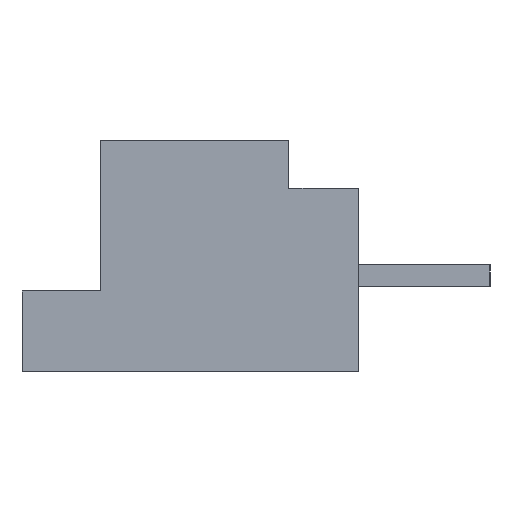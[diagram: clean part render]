
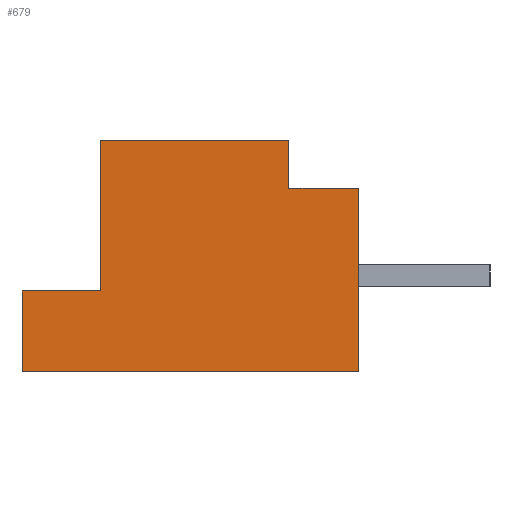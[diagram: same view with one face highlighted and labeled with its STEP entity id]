
A CAD part, left-side view. The second image highlights one B-rep face of the part: STEP entity #679.
In plain terms, the highlighted planar face has unit normal (-1, 0, 0).
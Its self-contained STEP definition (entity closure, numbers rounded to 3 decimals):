
#369 = EDGE_CURVE ( 'NONE', #374, #372, #2251, .T. ) ;
#372 = VERTEX_POINT ( 'NONE', #2242 ) ;
#374 = VERTEX_POINT ( 'NONE', #2241 ) ;
#437 = VERTEX_POINT ( 'NONE', #2341 ) ;
#439 = EDGE_CURVE ( 'NONE', #440, #437, #2340, .T. ) ;
#440 = VERTEX_POINT ( 'NONE', #2336 ) ;
#481 = VERTEX_POINT ( 'NONE', #2404 ) ;
#483 = EDGE_CURVE ( 'NONE', #481, #527, #2403, .T. ) ;
#527 = VERTEX_POINT ( 'NONE', #2500 ) ;
#631 = VERTEX_POINT ( 'NONE', #2798 ) ;
#633 = EDGE_CURVE ( 'NONE', #631, #481, #2797, .T. ) ;
#679 = ADVANCED_FACE ( 'NONE', ( #2907 ), #2906, .F. ) ;
#680 = EDGE_LOOP ( 'NONE', ( #681, #682, #741, #743, #744, #745, #746, #747 ) ) ;
#681 = ORIENTED_EDGE ( 'NONE', *, *, #369, .F. ) ;
#682 = ORIENTED_EDGE ( 'NONE', *, *, #683, .F. ) ;
#683 = EDGE_CURVE ( 'NONE', #684, #374, #2901, .T. ) ;
#684 = VERTEX_POINT ( 'NONE', #2897 ) ;
#700 = EDGE_CURVE ( 'NONE', #440, #631, #2939, .T. ) ;
#741 = ORIENTED_EDGE ( 'NONE', *, *, #742, .F. ) ;
#742 = EDGE_CURVE ( 'NONE', #527, #684, #2999, .T. ) ;
#743 = ORIENTED_EDGE ( 'NONE', *, *, #483, .F. ) ;
#744 = ORIENTED_EDGE ( 'NONE', *, *, #633, .F. ) ;
#745 = ORIENTED_EDGE ( 'NONE', *, *, #700, .F. ) ;
#746 = ORIENTED_EDGE ( 'NONE', *, *, #439, .T. ) ;
#747 = ORIENTED_EDGE ( 'NONE', *, *, #748, .T. ) ;
#748 = EDGE_CURVE ( 'NONE', #437, #372, #2995, .T. ) ;
#2241 = CARTESIAN_POINT ( 'NONE',  ( -11., -3.85, 2. ) ) ;
#2242 = CARTESIAN_POINT ( 'NONE',  ( -11., -3.85, -2.2 ) ) ;
#2248 = DIRECTION ( 'NONE',  ( 0., 0., -1. ) ) ;
#2249 = VECTOR ( 'NONE', #2248, 1000. ) ;
#2250 = CARTESIAN_POINT ( 'NONE',  ( -11., -3.85, 3.1 ) ) ;
#2251 = LINE ( 'NONE', #2250, #2249 ) ;
#2336 = CARTESIAN_POINT ( 'NONE',  ( -11., 3.85, -0.35 ) ) ;
#2337 = DIRECTION ( 'NONE',  ( 0., 0., -1. ) ) ;
#2338 = VECTOR ( 'NONE', #2337, 1000. ) ;
#2339 = CARTESIAN_POINT ( 'NONE',  ( -11., 3.85, 3.1 ) ) ;
#2340 = LINE ( 'NONE', #2339, #2338 ) ;
#2341 = CARTESIAN_POINT ( 'NONE',  ( -11., 3.85, -2.2 ) ) ;
#2400 = DIRECTION ( 'NONE',  ( 0., -1., 0. ) ) ;
#2401 = VECTOR ( 'NONE', #2400, 1000. ) ;
#2402 = CARTESIAN_POINT ( 'NONE',  ( -11., -3.85, 3.1 ) ) ;
#2403 = LINE ( 'NONE', #2402, #2401 ) ;
#2404 = CARTESIAN_POINT ( 'NONE',  ( -11., 2.05, 3.1 ) ) ;
#2500 = CARTESIAN_POINT ( 'NONE',  ( -11., -2.25, 3.1 ) ) ;
#2797 = LINE ( 'NONE', #2860, #2859 ) ;
#2798 = CARTESIAN_POINT ( 'NONE',  ( -11., 2.05, -0.35 ) ) ;
#2858 = DIRECTION ( 'NONE',  ( 0., 0., 1. ) ) ;
#2859 = VECTOR ( 'NONE', #2858, 1000. ) ;
#2860 = CARTESIAN_POINT ( 'NONE',  ( -11., 2.05, 3.1 ) ) ;
#2897 = CARTESIAN_POINT ( 'NONE',  ( -11., -2.25, 2. ) ) ;
#2898 = DIRECTION ( 'NONE',  ( 0., -1., 0. ) ) ;
#2899 = VECTOR ( 'NONE', #2898, 1000. ) ;
#2900 = CARTESIAN_POINT ( 'NONE',  ( -11., -2.25, 2. ) ) ;
#2901 = LINE ( 'NONE', #2900, #2899 ) ;
#2902 = DIRECTION ( 'NONE',  ( 0., 0., -1. ) ) ;
#2903 = DIRECTION ( 'NONE',  ( 1., 0., 0. ) ) ;
#2904 = CARTESIAN_POINT ( 'NONE',  ( -11., -3.85, 3.1 ) ) ;
#2905 = AXIS2_PLACEMENT_3D ( 'NONE', #2904, #2903, #2902 ) ;
#2906 = PLANE ( 'NONE',  #2905 ) ;
#2907 = FACE_OUTER_BOUND ( 'NONE', #680, .T. ) ;
#2936 = DIRECTION ( 'NONE',  ( 0., -1., 0. ) ) ;
#2937 = VECTOR ( 'NONE', #2936, 1000. ) ;
#2938 = CARTESIAN_POINT ( 'NONE',  ( -11., 2.05, -0.35 ) ) ;
#2939 = LINE ( 'NONE', #2938, #2937 ) ;
#2992 = DIRECTION ( 'NONE',  ( 0., -1., 0. ) ) ;
#2993 = VECTOR ( 'NONE', #2992, 1000. ) ;
#2994 = CARTESIAN_POINT ( 'NONE',  ( -11., -3.85, -2.2 ) ) ;
#2995 = LINE ( 'NONE', #2994, #2993 ) ;
#2996 = DIRECTION ( 'NONE',  ( 0., 0., -1. ) ) ;
#2997 = VECTOR ( 'NONE', #2996, 1000. ) ;
#2998 = CARTESIAN_POINT ( 'NONE',  ( -11., -2.25, 3.1 ) ) ;
#2999 = LINE ( 'NONE', #2998, #2997 ) ;
